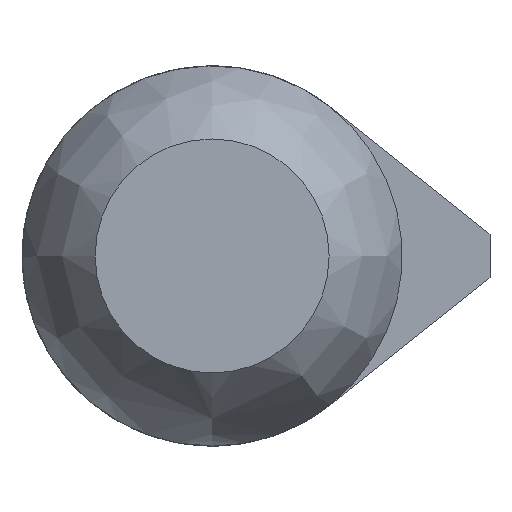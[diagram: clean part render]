
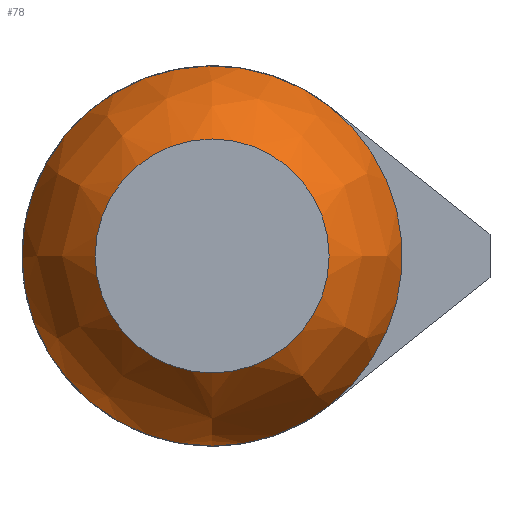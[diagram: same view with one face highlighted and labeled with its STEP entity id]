
A CAD part, front view. The second image highlights one B-rep face of the part: STEP entity #78.
In plain terms, the highlighted free-form (B-spline) face has degree [3, 3] with [4, 7] control points.
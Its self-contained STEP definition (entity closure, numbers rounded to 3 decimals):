
#78 = ADVANCED_FACE( '', ( #170, #171 ), #172, .T. );
#170 = FACE_OUTER_BOUND( '', #338, .T. );
#171 = FACE_OUTER_BOUND( '', #339, .T. );
#172 = ( BOUNDED_SURFACE(  )B_SPLINE_SURFACE( 3, 3, ( ( #342, #343, #344, #345, #346, #347, #348 ), ( #349, #350, #351, #352, #353, #354, #355 ), ( #356, #357, #358, #359, #360, #361, #362 ), ( #363, #364, #365, #366, #367, #368, #369 ) ), .UNSPECIFIED., .F., .T., .F. )B_SPLINE_SURFACE_WITH_KNOTS( ( 4, 4 ), ( 4, 3, 4 ), ( 0., 6.283 ), ( 0.215, 0.559, 0.902 ), .UNSPECIFIED. )GEOMETRIC_REPRESENTATION_ITEM(  )RATIONAL_B_SPLINE_SURFACE( ( ( 1., 0.333, 0.333, 1., 0.333, 0.333, 1. ), ( 0.961, 0.32, 0.32, 0.961, 0.32, 0.32, 0.961 ), ( 0.961, 0.32, 0.32, 0.961, 0.32, 0.32, 0.961 ), ( 1., 0.333, 0.333, 1., 0.333, 0.333, 1. ) ) )REPRESENTATION_ITEM( '' )SURFACE(  ) );
#338 = EDGE_LOOP( '', ( #503, #504 ) );
#339 = EDGE_LOOP( '', ( #505 ) );
#342 = CARTESIAN_POINT( '', ( 0., -39., -4. ) );
#343 = CARTESIAN_POINT( '', ( 8., -39., -4. ) );
#344 = CARTESIAN_POINT( '', ( 8., -39., 4. ) );
#345 = CARTESIAN_POINT( '', ( 0., -39., 4. ) );
#346 = CARTESIAN_POINT( '', ( -8., -39., 4. ) );
#347 = CARTESIAN_POINT( '', ( -8., -39., -4. ) );
#348 = CARTESIAN_POINT( '', ( 0., -39., -4. ) );
#349 = CARTESIAN_POINT( '', ( 0., -37.986, -5.284 ) );
#350 = CARTESIAN_POINT( '', ( 10.568, -37.986, -5.284 ) );
#351 = CARTESIAN_POINT( '', ( 10.568, -37.986, 5.284 ) );
#352 = CARTESIAN_POINT( '', ( 0., -37.986, 5.284 ) );
#353 = CARTESIAN_POINT( '', ( -10.568, -37.986, 5.284 ) );
#354 = CARTESIAN_POINT( '', ( -10.568, -37.986, -5.284 ) );
#355 = CARTESIAN_POINT( '', ( 0., -37.986, -5.284 ) );
#356 = CARTESIAN_POINT( '', ( 0., -36.598, -6.151 ) );
#357 = CARTESIAN_POINT( '', ( 12.302, -36.598, -6.151 ) );
#358 = CARTESIAN_POINT( '', ( 12.302, -36.598, 6.151 ) );
#359 = CARTESIAN_POINT( '', ( 0., -36.598, 6.151 ) );
#360 = CARTESIAN_POINT( '', ( -12.302, -36.598, 6.151 ) );
#361 = CARTESIAN_POINT( '', ( -12.302, -36.598, -6.151 ) );
#362 = CARTESIAN_POINT( '', ( 0., -36.598, -6.151 ) );
#363 = CARTESIAN_POINT( '', ( 0., -35., -6.5 ) );
#364 = CARTESIAN_POINT( '', ( 13., -35., -6.5 ) );
#365 = CARTESIAN_POINT( '', ( 13., -35., 6.5 ) );
#366 = CARTESIAN_POINT( '', ( 0., -35., 6.5 ) );
#367 = CARTESIAN_POINT( '', ( -13., -35., 6.5 ) );
#368 = CARTESIAN_POINT( '', ( -13., -35., -6.5 ) );
#369 = CARTESIAN_POINT( '', ( 0., -35., -6.5 ) );
#503 = ORIENTED_EDGE( '', *, *, #631, .F. );
#504 = ORIENTED_EDGE( '', *, *, #632, .F. );
#505 = ORIENTED_EDGE( '', *, *, #595, .F. );
#595 = EDGE_CURVE( '', #666, #666, #667, .T. );
#631 = EDGE_CURVE( '', #723, #719, #724, .T. );
#632 = EDGE_CURVE( '', #719, #723, #725, .T. );
#666 = VERTEX_POINT( '', #762 );
#667 = CIRCLE( '', #763, 4. );
#719 = VERTEX_POINT( '', #825 );
#723 = VERTEX_POINT( '', #831 );
#724 = CIRCLE( '', #832, 6.5 );
#725 = CIRCLE( '', #833, 6.5 );
#762 = CARTESIAN_POINT( '', ( 0., -39., -4. ) );
#763 = AXIS2_PLACEMENT_3D( '', #869, #870, #871 );
#825 = CARTESIAN_POINT( '', ( 4.046, -35., -5.087 ) );
#831 = CARTESIAN_POINT( '', ( 4.046, -35., 5.087 ) );
#832 = AXIS2_PLACEMENT_3D( '', #917, #918, #919 );
#833 = AXIS2_PLACEMENT_3D( '', #920, #921, #922 );
#869 = CARTESIAN_POINT( '', ( 0., -39., 0. ) );
#870 = DIRECTION( '', ( 0., -1., 0. ) );
#871 = DIRECTION( '', ( 0., 0., -1. ) );
#917 = CARTESIAN_POINT( '', ( 0., -35., 0. ) );
#918 = DIRECTION( '', ( 0., 1., 0. ) );
#919 = DIRECTION( '', ( 0., 0., 1. ) );
#920 = CARTESIAN_POINT( '', ( 0., -35., 0. ) );
#921 = DIRECTION( '', ( 0., 1., 0. ) );
#922 = DIRECTION( '', ( 1., 0., 0. ) );
